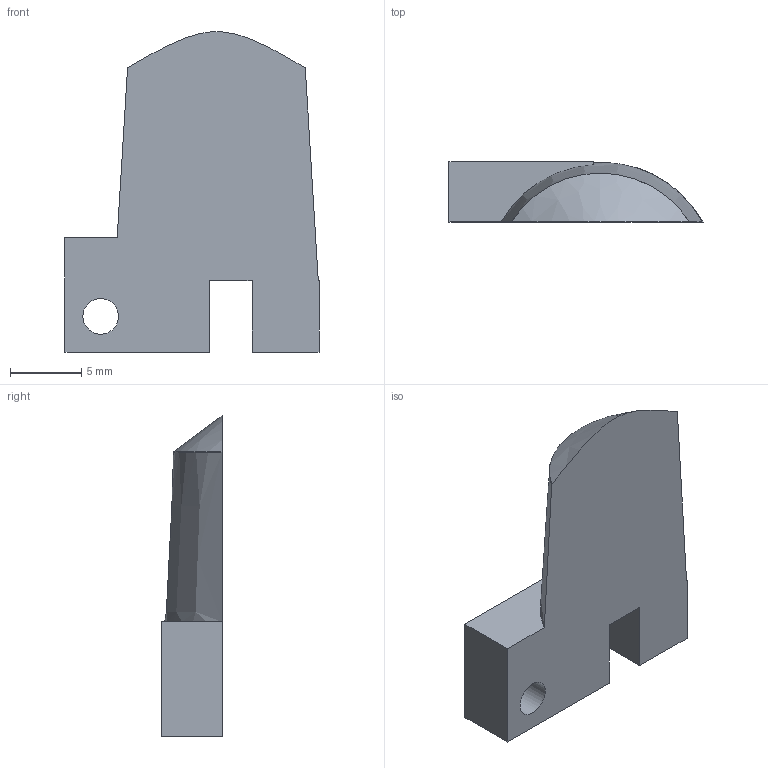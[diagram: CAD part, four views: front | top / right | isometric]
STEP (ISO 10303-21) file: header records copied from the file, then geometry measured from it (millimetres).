
FILE_DESCRIPTION(/* description */ ('Alibre Inc.'),/* implementation_level */ '2;1');
FILE_NAME(/* name */ 'export0',/* time_stamp */ '2013-10-11T23:13:43+01:00',/* author */ (''),/* organization */ (''),/* preprocessor_version */ 'ST-DEVELOPER v14',/* originating_system */ 'Alibre',/* authorisation */ '');
FILE_SCHEMA (('CONFIG_CONTROL_DESIGN'));
Length unit declared in the file: centimetre
Products named in the file (1): ID_1
Bounding box: 17.8 x 4.21 x 22.44 mm (x, y, z)
Volume: 885.8 mm3; surface area: 857.2 mm2
Topology: 1 solids, 1 shells, 16 faces, 41 edges, 27 vertices
Faces by surface type: plane 11, cylinder 3, bspline 1, cone 1
Full cylindrical faces by diameter (mm): 2.5 x1
Entity records: 624 total; most frequent: CARTESIAN_POINT 160, ORIENTED_EDGE 80, DIRECTION 64, EDGE_CURVE 40, VECTOR 27, LINE 27, VERTEX_POINT 27, AXIS2_PLACEMENT_3D 24
